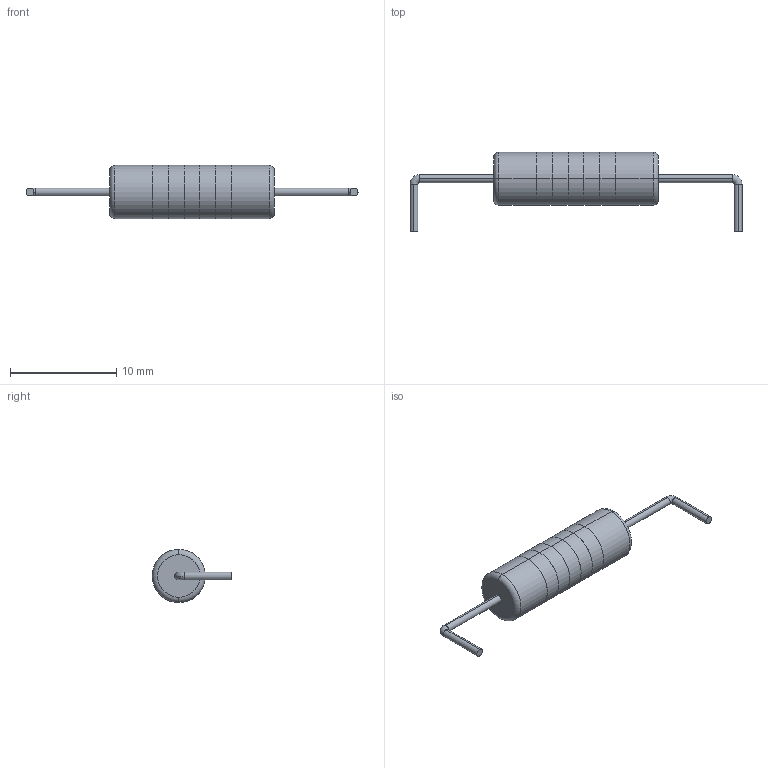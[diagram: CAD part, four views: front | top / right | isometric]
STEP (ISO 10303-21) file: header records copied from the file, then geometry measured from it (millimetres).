
FILE_DESCRIPTION (( 'STEP AP203' ), '1' );
FILE_NAME ('R_L15.5_D5.0_P30.48_DIN0516_Horizontal.STEP', '2024-02-29T18:03:39', ( '' ), ( '' ), 'SwSTEP 2.0', 'SolidWorks 2018', '' );
FILE_SCHEMA (( 'CONFIG_CONTROL_DESIGN' ));
Length unit declared in the file: millimetre
Products named in the file (1): R_L15.5_D5.0_P30.48_DIN0516_Horizontal
Bounding box: 31.23 x 7.5 x 5.01 mm (x, y, z)
Volume: 313.9 mm3; surface area: 334.2 mm2
Topology: 1 solids, 1 shells, 40 faces, 86 edges, 56 vertices
Faces by surface type: cylinder 22, plane 10, torus 8
Entity records: 1199 total; most frequent: DIRECTION 232, CARTESIAN_POINT 183, ORIENTED_EDGE 172, AXIS2_PLACEMENT_3D 105, EDGE_CURVE 86, CIRCLE 64, VERTEX_POINT 56, EDGE_LOOP 48
